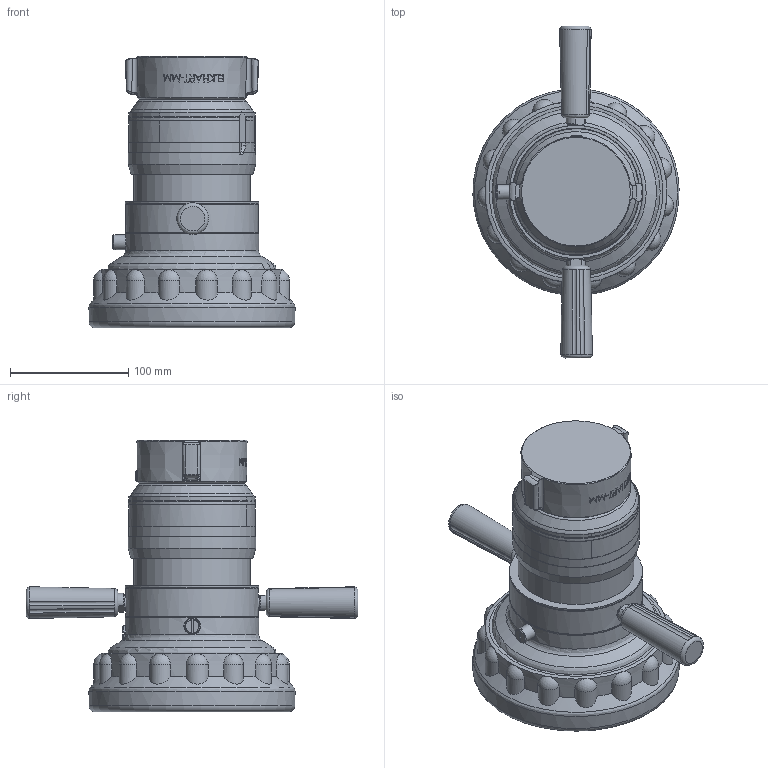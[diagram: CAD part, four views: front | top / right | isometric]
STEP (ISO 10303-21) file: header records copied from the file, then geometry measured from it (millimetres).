
FILE_DESCRIPTION (( 'STEP AP203' ), '1' );
FILE_NAME ('SM-1250_25.STEP', '2021-11-01T13:39:46', ( '' ), ( '' ), 'SwSTEP 2.0', 'SolidWorks 2021', '' );
FILE_SCHEMA (( 'CONFIG_CONTROL_DESIGN' ));
Length unit declared in the file: inch
Products named in the file (1): SM-1250_25
Bounding box: 174.51 x 281.08 x 229.84 mm (x, y, z)
Volume: 2723717.7 mm3; surface area: 155444.7 mm2
Topology: 1 solids, 1 shells, 243 faces, 694 edges, 486 vertices
Faces by surface type: plane 82, cylinder 48, cone 43, bspline 34, torus 21, sphere 15
Full cylindrical faces by diameter (mm): 12.7 x2, 14.275 x2, 78.359 x1, 93.675 x1, 96.723 x1, 98.425 x1, 98.552 x1, 107.747 x1, 112.09 x1, 112.852 x2, 154.019 x1, 174.619 x1
Entity records: 12692 total; most frequent: CARTESIAN_POINT 7078, ORIENTED_EDGE 1254, DIRECTION 932, EDGE_CURVE 627, VERTEX_POINT 460, AXIS2_PLACEMENT_3D 397, EDGE_LOOP 319, B_SPLINE_CURVE_WITH_KNOTS 297
